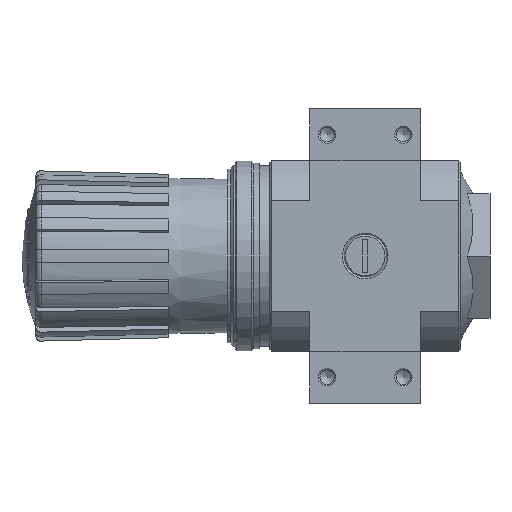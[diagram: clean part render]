
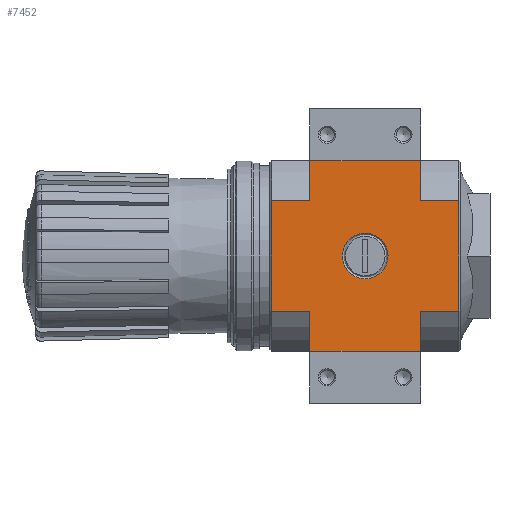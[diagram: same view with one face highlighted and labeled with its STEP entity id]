
A CAD part, left-side view. The second image highlights one B-rep face of the part: STEP entity #7452.
In plain terms, the highlighted face is planar.
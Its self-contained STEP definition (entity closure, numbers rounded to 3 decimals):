
#201=LINE('',#10366,#520);
#317=LINE('',#11655,#636);
#333=LINE('',#11717,#652);
#334=LINE('',#11720,#653);
#335=LINE('',#11722,#654);
#336=LINE('',#11724,#655);
#337=LINE('',#11725,#656);
#338=LINE('',#11727,#657);
#339=LINE('',#11729,#658);
#340=LINE('',#11731,#659);
#341=LINE('',#11733,#660);
#342=LINE('',#11734,#661);
#520=VECTOR('',#8508,1000.);
#636=VECTOR('',#9144,1000.);
#652=VECTOR('',#9182,1000.);
#653=VECTOR('',#9183,1000.);
#654=VECTOR('',#9184,1000.);
#655=VECTOR('',#9185,1000.);
#656=VECTOR('',#9186,1000.);
#657=VECTOR('',#9187,1000.);
#658=VECTOR('',#9188,1000.);
#659=VECTOR('',#9189,1000.);
#660=VECTOR('',#9190,1000.);
#661=VECTOR('',#9191,1000.);
#920=PLANE('',#8018);
#1195=CIRCLE('',#8019,6.579);
#2015=ORIENTED_EDGE('',*,*,#3505,.T.);
#2016=ORIENTED_EDGE('',*,*,#3506,.T.);
#2017=ORIENTED_EDGE('',*,*,#3507,.F.);
#2018=ORIENTED_EDGE('',*,*,#3508,.T.);
#2019=ORIENTED_EDGE('',*,*,#3509,.F.);
#2020=ORIENTED_EDGE('',*,*,#3072,.F.);
#2021=ORIENTED_EDGE('',*,*,#3510,.T.);
#2022=ORIENTED_EDGE('',*,*,#3511,.F.);
#2023=ORIENTED_EDGE('',*,*,#3512,.T.);
#2024=ORIENTED_EDGE('',*,*,#3513,.F.);
#2025=ORIENTED_EDGE('',*,*,#3514,.T.);
#2026=ORIENTED_EDGE('',*,*,#3480,.F.);
#2027=ORIENTED_EDGE('',*,*,#3515,.F.);
#3072=EDGE_CURVE('',#3909,#3910,#201,.T.);
#3480=EDGE_CURVE('',#4204,#4205,#317,.T.);
#3505=EDGE_CURVE('',#4223,#4223,#1195,.T.);
#3506=EDGE_CURVE('',#4224,#4225,#333,.F.);
#3507=EDGE_CURVE('',#4226,#4225,#334,.T.);
#3508=EDGE_CURVE('',#4226,#4227,#335,.T.);
#3509=EDGE_CURVE('',#3910,#4227,#336,.T.);
#3510=EDGE_CURVE('',#3909,#4228,#337,.T.);
#3511=EDGE_CURVE('',#4229,#4228,#338,.T.);
#3512=EDGE_CURVE('',#4229,#4230,#339,.T.);
#3513=EDGE_CURVE('',#4231,#4230,#340,.F.);
#3514=EDGE_CURVE('',#4231,#4205,#341,.T.);
#3515=EDGE_CURVE('',#4224,#4204,#342,.T.);
#3909=VERTEX_POINT('',#10365);
#3910=VERTEX_POINT('',#10367);
#4204=VERTEX_POINT('',#11654);
#4205=VERTEX_POINT('',#11656);
#4223=VERTEX_POINT('',#11716);
#4224=VERTEX_POINT('',#11718);
#4225=VERTEX_POINT('',#11719);
#4226=VERTEX_POINT('',#11721);
#4227=VERTEX_POINT('',#11723);
#4228=VERTEX_POINT('',#11726);
#4229=VERTEX_POINT('',#11728);
#4230=VERTEX_POINT('',#11730);
#4231=VERTEX_POINT('',#11732);
#4774=EDGE_LOOP('',(#2015));
#4775=EDGE_LOOP('',(#2016,#2017,#2018,#2019,#2020,#2021,#2022,#2023,#2024,
#2025,#2026,#2027));
#5285=FACE_BOUND('',#4774,.T.);
#5286=FACE_BOUND('',#4775,.T.);
#7452=ADVANCED_FACE('',(#5285,#5286),#920,.F.);
#8018=AXIS2_PLACEMENT_3D('',#11714,#9178,#9179);
#8019=AXIS2_PLACEMENT_3D('',#11715,#9180,#9181);
#8508=DIRECTION('',(0.,1.,0.));
#9144=DIRECTION('',(0.,-1.,0.));
#9178=DIRECTION('',(0.,0.,1.));
#9179=DIRECTION('',(1.,0.,0.));
#9180=DIRECTION('',(0.,0.,1.));
#9181=DIRECTION('',(1.,0.,0.));
#9182=DIRECTION('',(0.,-1.,0.));
#9183=DIRECTION('',(-1.,0.,0.));
#9184=DIRECTION('',(0.,-1.,0.));
#9185=DIRECTION('',(-1.,0.,0.));
#9186=DIRECTION('',(-1.,0.,0.));
#9187=DIRECTION('',(0.,1.,0.));
#9188=DIRECTION('',(-1.,0.,0.));
#9189=DIRECTION('',(0.,1.,0.));
#9190=DIRECTION('',(-1.,0.,0.));
#9191=DIRECTION('',(-1.,0.,0.));
#10365=CARTESIAN_POINT('',(27.5,-16.,-27.5));
#10366=CARTESIAN_POINT('',(27.5,-27.,-27.5));
#10367=CARTESIAN_POINT('',(27.5,16.,-27.5));
#11654=CARTESIAN_POINT('',(-27.5,16.,-27.5));
#11655=CARTESIAN_POINT('',(-27.5,27.,-27.5));
#11656=CARTESIAN_POINT('',(-27.5,-16.,-27.5));
#11714=CARTESIAN_POINT('',(0.,0.,-27.5));
#11715=CARTESIAN_POINT('',(0.,0.,-27.5));
#11716=CARTESIAN_POINT('',(6.579,0.,-27.5));
#11717=CARTESIAN_POINT('',(-15.869,31.,-27.5));
#11718=CARTESIAN_POINT('',(-15.869,16.,-27.5));
#11719=CARTESIAN_POINT('',(-15.869,27.,-27.5));
#11720=CARTESIAN_POINT('',(27.5,27.,-27.5));
#11721=CARTESIAN_POINT('',(15.869,27.,-27.5));
#11722=CARTESIAN_POINT('',(15.869,31.,-27.5));
#11723=CARTESIAN_POINT('',(15.869,16.,-27.5));
#11724=CARTESIAN_POINT('',(0.,16.,-27.5));
#11725=CARTESIAN_POINT('',(0.,-16.,-27.5));
#11726=CARTESIAN_POINT('',(15.869,-16.,-27.5));
#11727=CARTESIAN_POINT('',(15.869,-31.,-27.5));
#11728=CARTESIAN_POINT('',(15.869,-27.,-27.5));
#11729=CARTESIAN_POINT('',(27.5,-27.,-27.5));
#11730=CARTESIAN_POINT('',(-15.869,-27.,-27.5));
#11731=CARTESIAN_POINT('',(-15.869,-31.,-27.5));
#11732=CARTESIAN_POINT('',(-15.869,-16.,-27.5));
#11733=CARTESIAN_POINT('',(0.,-16.,-27.5));
#11734=CARTESIAN_POINT('',(0.,16.,-27.5));
